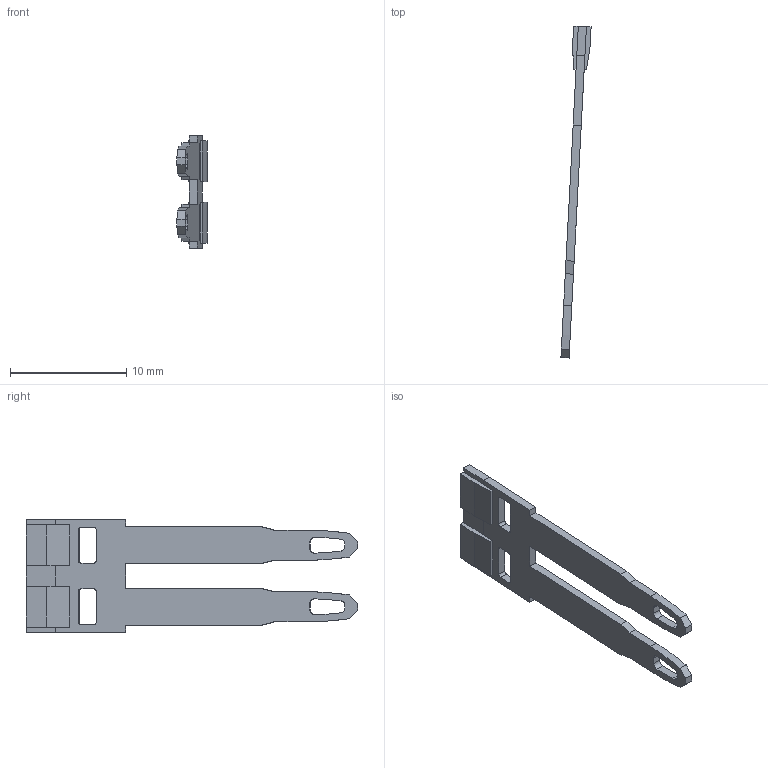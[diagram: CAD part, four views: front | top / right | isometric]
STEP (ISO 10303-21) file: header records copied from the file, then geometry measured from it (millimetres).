
FILE_DESCRIPTION((''),'2;1');
FILE_NAME('PTP0302R_ASM','2022-09-23T07:46:19',('klemen.sitar'),('Audax d.o.o.'),'CREO PARAMETRIC BY PTC INC, 2021304','CREO PARAMETRIC BY PTC INC, 2021304','');
FILE_SCHEMA(('AP242_MANAGED_MODEL_BASED_3D_ENGINEERING_MIM_LF { 1 0 10303 442 1 1 4 }'));
Length unit declared in the file: millimetre
Products named in the file (3): PTP0302R-30590; PRT0001; PTP0302R_ASM
Assembly tree (2 placements, depth 2):
  PTP0302R_ASM
    PTP0302R-30590
    PRT0001
Bounding box: 2.59 x 28.52 x 9.7 mm (x, y, z)
Volume: 145.1 mm3; surface area: 531.2 mm2
Topology: 2 solids, 2 shells, 100 faces, 280 edges, 184 vertices
Faces by surface type: plane 76, cylinder 20, extrusion 4
Entity records: 5438 total; most frequent: CARTESIAN_POINT 939, ORIENTED_EDGE 560, DIRECTION 524, PRESENTATION_STYLE_ASSIGNMENT 390, STYLED_ITEM 390, CURVE_STYLE 288, EDGE_CURVE 280, VECTOR 236
